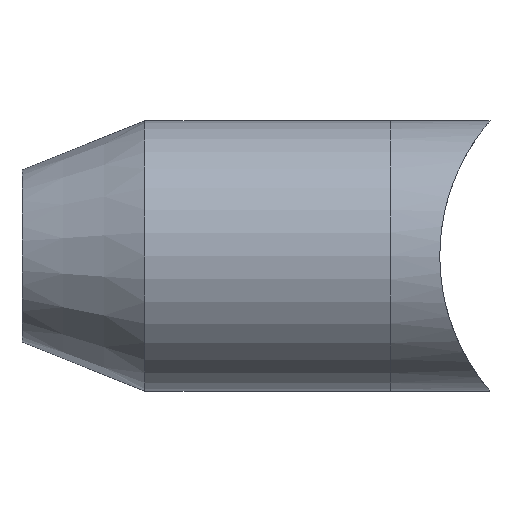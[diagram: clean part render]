
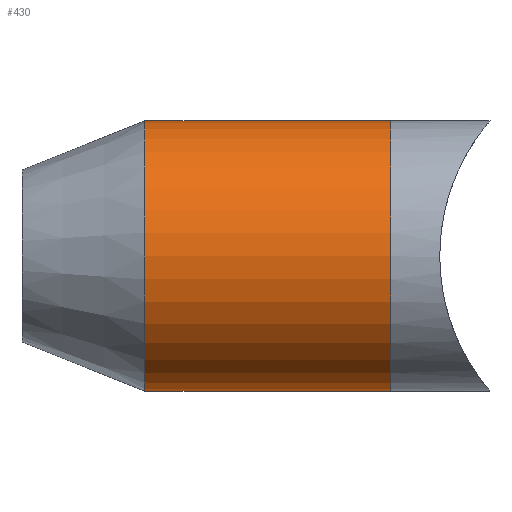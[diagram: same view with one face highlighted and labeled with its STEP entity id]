
A CAD part, front view. The second image highlights one B-rep face of the part: STEP entity #430.
In plain terms, the highlighted cylindrical face has radius 11 mm (diameter 22 mm), a partial arc.
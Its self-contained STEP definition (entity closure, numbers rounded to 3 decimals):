
#12 = CARTESIAN_POINT ( 'NONE',  ( -20., 0., -11. ) ) ;
#263 = CARTESIAN_POINT ( 'NONE',  ( 0., 0., -11. ) ) ;
#329 = VERTEX_POINT ( 'NONE', #12 ) ;
#430 = ADVANCED_FACE ( 'NONE', ( #5601 ), #1482, .T. ) ;
#455 = CARTESIAN_POINT ( 'NONE',  ( -20., 0., 0. ) ) ;
#489 = CARTESIAN_POINT ( 'NONE',  ( 0., 0., 0. ) ) ;
#585 = LINE ( 'NONE', #3397, #1019 ) ;
#694 = VERTEX_POINT ( 'NONE', #2108 ) ;
#950 = CARTESIAN_POINT ( 'NONE',  ( -19.678, 0., 0. ) ) ;
#969 = DIRECTION ( 'NONE',  ( 0., 0., 1. ) ) ;
#1019 = VECTOR ( 'NONE', #4328, 1000. ) ;
#1028 = DIRECTION ( 'NONE',  ( -1., 0., 0. ) ) ;
#1415 = DIRECTION ( 'NONE',  ( -1., 0., 0. ) ) ;
#1455 = CIRCLE ( 'NONE', #4802, 11. ) ;
#1482 = CYLINDRICAL_SURFACE ( 'NONE', #2839, 11. ) ;
#1644 = EDGE_CURVE ( 'NONE', #5284, #694, #585, .T. ) ;
#1732 = CARTESIAN_POINT ( 'NONE',  ( 0., 0., 11. ) ) ;
#1740 = CARTESIAN_POINT ( 'NONE',  ( -19.678, 0., -11. ) ) ;
#2108 = CARTESIAN_POINT ( 'NONE',  ( -20., 0., 11. ) ) ;
#2127 = DIRECTION ( 'NONE',  ( -1., 0., 0. ) ) ;
#2413 = EDGE_CURVE ( 'NONE', #4582, #329, #4426, .T. ) ;
#2839 = AXIS2_PLACEMENT_3D ( 'NONE', #950, #4599, #4988 ) ;
#3277 = ORIENTED_EDGE ( 'NONE', *, *, #1644, .F. ) ;
#3397 = CARTESIAN_POINT ( 'NONE',  ( -19.678, 0., 11. ) ) ;
#3436 = EDGE_CURVE ( 'NONE', #5284, #4582, #1455, .T. ) ;
#3451 = CIRCLE ( 'NONE', #5377, 11. ) ;
#3659 = DIRECTION ( 'NONE',  ( 0., 0., 1. ) ) ;
#4014 = EDGE_LOOP ( 'NONE', ( #4941, #5199, #5952, #3277 ) ) ;
#4162 = VECTOR ( 'NONE', #2127, 1000. ) ;
#4328 = DIRECTION ( 'NONE',  ( -1., 0., 0. ) ) ;
#4426 = LINE ( 'NONE', #1740, #4162 ) ;
#4582 = VERTEX_POINT ( 'NONE', #263 ) ;
#4599 = DIRECTION ( 'NONE',  ( -1., 0., 0. ) ) ;
#4802 = AXIS2_PLACEMENT_3D ( 'NONE', #489, #1028, #3659 ) ;
#4941 = ORIENTED_EDGE ( 'NONE', *, *, #3436, .T. ) ;
#4988 = DIRECTION ( 'NONE',  ( 0., 0., 1. ) ) ;
#5199 = ORIENTED_EDGE ( 'NONE', *, *, #2413, .T. ) ;
#5284 = VERTEX_POINT ( 'NONE', #1732 ) ;
#5377 = AXIS2_PLACEMENT_3D ( 'NONE', #455, #1415, #969 ) ;
#5601 = FACE_OUTER_BOUND ( 'NONE', #4014, .T. ) ;
#5842 = EDGE_CURVE ( 'NONE', #694, #329, #3451, .T. ) ;
#5952 = ORIENTED_EDGE ( 'NONE', *, *, #5842, .F. ) ;
